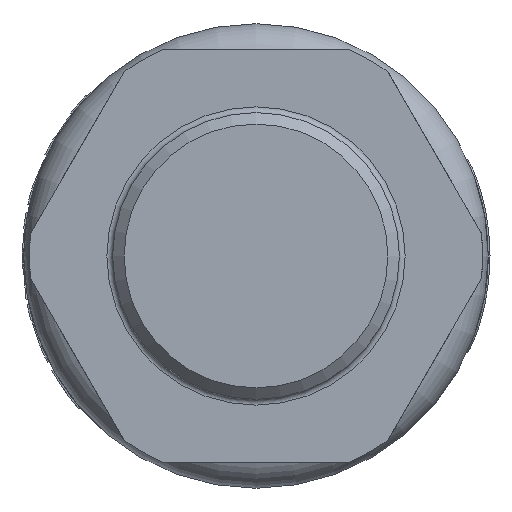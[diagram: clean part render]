
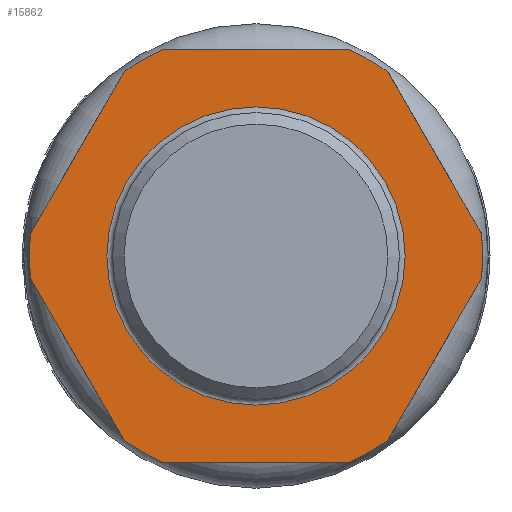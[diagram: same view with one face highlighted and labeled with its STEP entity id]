
A CAD part, left-side view. The second image highlights one B-rep face of the part: STEP entity #15862.
In plain terms, the highlighted planar face has unit normal (-1, 0, 0).
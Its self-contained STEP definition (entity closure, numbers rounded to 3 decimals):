
#108=FACE_BOUND('',#3378,.T.);
#1534=CIRCLE('',#17208,19.75);
#1535=CIRCLE('',#17211,19.75);
#1536=CIRCLE('',#17214,19.75);
#1537=CIRCLE('',#17219,19.75);
#1538=CIRCLE('',#17221,19.75);
#1539=CIRCLE('',#17223,19.75);
#1540=CIRCLE('',#17224,13.);
#1541=CIRCLE('',#17225,13.);
#2498=FACE_OUTER_BOUND('',#3377,.T.);
#3377=EDGE_LOOP('',(#12425,#12426,#12427,#12428,#12429,#12430,#12431,#12432,
#12433,#12434,#12435,#12436));
#3378=EDGE_LOOP('',(#12437,#12438));
#4409=LINE('',#26775,#5127);
#4413=LINE('',#26784,#5131);
#4416=LINE('',#26792,#5134);
#4419=LINE('',#26801,#5137);
#4422=LINE('',#26807,#5140);
#4425=LINE('',#26812,#5143);
#5127=VECTOR('',#19929,10.);
#5131=VECTOR('',#19939,10.);
#5134=VECTOR('',#19948,10.);
#5137=VECTOR('',#19957,10.);
#5140=VECTOR('',#19962,10.);
#5143=VECTOR('',#19967,10.);
#6923=VERTEX_POINT('',#26772);
#6924=VERTEX_POINT('',#26774);
#6925=VERTEX_POINT('',#26778);
#6926=VERTEX_POINT('',#26782);
#6927=VERTEX_POINT('',#26786);
#6928=VERTEX_POINT('',#26790);
#6929=VERTEX_POINT('',#26794);
#6930=VERTEX_POINT('',#26798);
#6931=VERTEX_POINT('',#26800);
#6932=VERTEX_POINT('',#26804);
#6933=VERTEX_POINT('',#26806);
#6934=VERTEX_POINT('',#26810);
#6935=VERTEX_POINT('',#26819);
#6936=VERTEX_POINT('',#26820);
#8895=EDGE_CURVE('',#6924,#6923,#4409,.T.);
#8898=EDGE_CURVE('',#6925,#6923,#1534,.T.);
#8900=EDGE_CURVE('',#6925,#6926,#4413,.T.);
#8902=EDGE_CURVE('',#6927,#6926,#1535,.T.);
#8904=EDGE_CURVE('',#6927,#6928,#4416,.T.);
#8906=EDGE_CURVE('',#6929,#6928,#1536,.T.);
#8908=EDGE_CURVE('',#6931,#6930,#4419,.T.);
#8911=EDGE_CURVE('',#6933,#6932,#4422,.T.);
#8914=EDGE_CURVE('',#6929,#6934,#4425,.T.);
#8915=EDGE_CURVE('',#6924,#6932,#1537,.T.);
#8916=EDGE_CURVE('',#6931,#6934,#1538,.T.);
#8917=EDGE_CURVE('',#6933,#6930,#1539,.T.);
#8918=EDGE_CURVE('',#6935,#6936,#1540,.T.);
#8919=EDGE_CURVE('',#6936,#6935,#1541,.T.);
#12425=ORIENTED_EDGE('',*,*,#8908,.T.);
#12426=ORIENTED_EDGE('',*,*,#8917,.F.);
#12427=ORIENTED_EDGE('',*,*,#8911,.T.);
#12428=ORIENTED_EDGE('',*,*,#8915,.F.);
#12429=ORIENTED_EDGE('',*,*,#8895,.T.);
#12430=ORIENTED_EDGE('',*,*,#8898,.F.);
#12431=ORIENTED_EDGE('',*,*,#8900,.T.);
#12432=ORIENTED_EDGE('',*,*,#8902,.F.);
#12433=ORIENTED_EDGE('',*,*,#8904,.T.);
#12434=ORIENTED_EDGE('',*,*,#8906,.F.);
#12435=ORIENTED_EDGE('',*,*,#8914,.T.);
#12436=ORIENTED_EDGE('',*,*,#8916,.F.);
#12437=ORIENTED_EDGE('',*,*,#8918,.T.);
#12438=ORIENTED_EDGE('',*,*,#8919,.T.);
#15234=PLANE('',#17222);
#15862=ADVANCED_FACE('',(#2498,#108),#15234,.T.);
#17208=AXIS2_PLACEMENT_3D('',#26780,#19934,#19935);
#17211=AXIS2_PLACEMENT_3D('',#26788,#19943,#19944);
#17214=AXIS2_PLACEMENT_3D('',#26796,#19952,#19953);
#17219=AXIS2_PLACEMENT_3D('',#26814,#19970,#19971);
#17221=AXIS2_PLACEMENT_3D('',#26816,#19974,#19975);
#17222=AXIS2_PLACEMENT_3D('',#26817,#19976,#19977);
#17223=AXIS2_PLACEMENT_3D('',#26818,#19978,#19979);
#17224=AXIS2_PLACEMENT_3D('',#26821,#19980,#19981);
#17225=AXIS2_PLACEMENT_3D('',#26822,#19982,#19983);
#19929=DIRECTION('',(0.,0.5,-0.866));
#19934=DIRECTION('center_axis',(1.,0.,0.));
#19935=DIRECTION('ref_axis',(0.,-1.,0.));
#19939=DIRECTION('',(0.,-0.5,-0.866));
#19943=DIRECTION('center_axis',(1.,0.,0.));
#19944=DIRECTION('ref_axis',(0.,-1.,0.));
#19948=DIRECTION('',(0.,-1.,0.));
#19952=DIRECTION('center_axis',(1.,0.,0.));
#19953=DIRECTION('ref_axis',(0.,-1.,0.));
#19957=DIRECTION('',(0.,0.5,0.866));
#19962=DIRECTION('',(0.,1.,0.));
#19967=DIRECTION('',(0.,-0.5,0.866));
#19970=DIRECTION('center_axis',(1.,0.,0.));
#19971=DIRECTION('ref_axis',(0.,-1.,0.));
#19974=DIRECTION('center_axis',(1.,0.,0.));
#19975=DIRECTION('ref_axis',(0.,-1.,0.));
#19976=DIRECTION('center_axis',(-1.,0.,0.));
#19977=DIRECTION('ref_axis',(0.,1.,0.));
#19978=DIRECTION('center_axis',(1.,0.,0.));
#19979=DIRECTION('ref_axis',(0.,-1.,0.));
#19980=DIRECTION('center_axis',(1.,0.,0.));
#19981=DIRECTION('ref_axis',(0.,-1.,0.));
#19982=DIRECTION('center_axis',(1.,0.,0.));
#19983=DIRECTION('ref_axis',(0.,-1.,0.));
#26772=CARTESIAN_POINT('',(-33.9,19.652,1.961));
#26774=CARTESIAN_POINT('',(-33.9,11.525,16.039));
#26775=CARTESIAN_POINT('',(-33.9,17.832,5.113));
#26778=CARTESIAN_POINT('',(-33.9,19.652,-1.961));
#26780=CARTESIAN_POINT('Origin',(-33.9,0.,
0.));
#26782=CARTESIAN_POINT('',(-33.9,11.525,-16.039));
#26784=CARTESIAN_POINT('',(-33.9,13.344,-12.887));
#26786=CARTESIAN_POINT('',(-33.9,8.128,-18.));
#26788=CARTESIAN_POINT('Origin',(-33.9,0.,
0.));
#26790=CARTESIAN_POINT('',(-33.9,-8.128,-18.));
#26792=CARTESIAN_POINT('',(-33.9,4.064,-18.));
#26794=CARTESIAN_POINT('',(-33.9,-11.525,-16.039));
#26796=CARTESIAN_POINT('Origin',(-33.9,0.,
0.));
#26798=CARTESIAN_POINT('',(-33.9,-11.525,16.039));
#26800=CARTESIAN_POINT('',(-33.9,-19.652,1.961));
#26801=CARTESIAN_POINT('',(-33.9,-21.896,-1.926));
#26804=CARTESIAN_POINT('',(-33.9,8.128,18.));
#26806=CARTESIAN_POINT('',(-33.9,-8.128,18.));
#26807=CARTESIAN_POINT('',(-33.9,-4.064,18.));
#26810=CARTESIAN_POINT('',(-33.9,-19.652,-1.961));
#26812=CARTESIAN_POINT('',(-33.9,-9.28,-19.926));
#26814=CARTESIAN_POINT('Origin',(-33.9,0.,
0.));
#26816=CARTESIAN_POINT('Origin',(-33.9,0.,
0.));
#26817=CARTESIAN_POINT('Origin',(-33.9,0.,
-19.75));
#26818=CARTESIAN_POINT('Origin',(-33.9,0.,
0.));
#26819=CARTESIAN_POINT('',(-33.9,0.,-13.));
#26820=CARTESIAN_POINT('',(-33.9,13.,0.));
#26821=CARTESIAN_POINT('Origin',(-33.9,0.,
0.));
#26822=CARTESIAN_POINT('Origin',(-33.9,0.,
0.));
